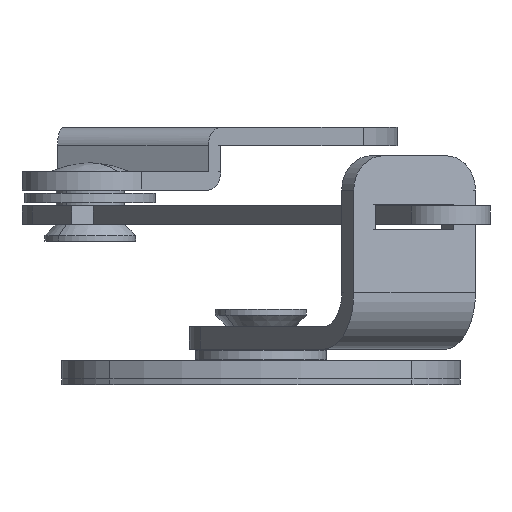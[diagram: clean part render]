
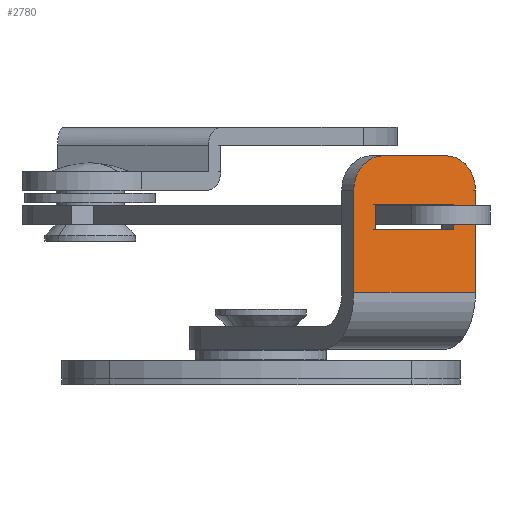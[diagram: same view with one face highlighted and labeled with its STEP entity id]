
A CAD part, front view. The second image highlights one B-rep face of the part: STEP entity #2780.
In plain terms, the highlighted face is planar.
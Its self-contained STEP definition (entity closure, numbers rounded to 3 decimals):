
#147 = DIRECTION ( 'NONE',  ( -1., 0., 0. ) ) ;
#178 = LINE ( 'NONE', #4770, #4031 ) ;
#201 = EDGE_CURVE ( 'NONE', #2346, #2855, #3587, .T. ) ;
#215 = VERTEX_POINT ( 'NONE', #3978 ) ;
#242 = EDGE_CURVE ( 'NONE', #2855, #215, #178, .T. ) ;
#308 = ORIENTED_EDGE ( 'NONE', *, *, #201, .T. ) ;
#430 = CARTESIAN_POINT ( 'NONE',  ( -12.7, -25.5, -4.05 ) ) ;
#437 = AXIS2_PLACEMENT_3D ( 'NONE', #3279, #4704, #4197 ) ;
#496 = CARTESIAN_POINT ( 'NONE',  ( -14., -25.5, 6.3 ) ) ;
#500 = CIRCLE ( 'NONE', #437, 3. ) ;
#568 = FACE_BOUND ( 'NONE', #1892, .T. ) ;
#570 = VECTOR ( 'NONE', #2911, 1000. ) ;
#600 = EDGE_CURVE ( 'NONE', #2581, #3622, #3662, .T. ) ;
#604 = AXIS2_PLACEMENT_3D ( 'NONE', #1220, #692, #147 ) ;
#609 = DIRECTION ( 'NONE',  ( 1., 0., 0. ) ) ;
#675 = CARTESIAN_POINT ( 'NONE',  ( -14., -25.5, 3.3 ) ) ;
#692 = DIRECTION ( 'NONE',  ( 0., 1., 0. ) ) ;
#966 = LINE ( 'NONE', #430, #2588 ) ;
#1009 = VERTEX_POINT ( 'NONE', #2735 ) ;
#1139 = CARTESIAN_POINT ( 'NONE',  ( 0., -25.5, 6.3 ) ) ;
#1160 = ORIENTED_EDGE ( 'NONE', *, *, #600, .T. ) ;
#1220 = CARTESIAN_POINT ( 'NONE',  ( 0., -25.5, 6.3 ) ) ;
#1261 = EDGE_CURVE ( 'NONE', #4803, #2728, #3325, .T. ) ;
#1296 = VERTEX_POINT ( 'NONE', #3712 ) ;
#1368 = DIRECTION ( 'NONE',  ( 1., 0., 0. ) ) ;
#1420 = EDGE_CURVE ( 'NONE', #4656, #3622, #1670, .T. ) ;
#1503 = CARTESIAN_POINT ( 'NONE',  ( -12.7, -25.5, 4.05 ) ) ;
#1518 = CIRCLE ( 'NONE', #2345, 3. ) ;
#1670 = LINE ( 'NONE', #1139, #3911 ) ;
#1692 = ORIENTED_EDGE ( 'NONE', *, *, #3775, .T. ) ;
#1749 = PLANE ( 'NONE',  #604 ) ;
#1860 = ORIENTED_EDGE ( 'NONE', *, *, #1420, .F. ) ;
#1891 = CARTESIAN_POINT ( 'NONE',  ( 0., -25.5, -6.3 ) ) ;
#1892 = EDGE_LOOP ( 'NONE', ( #4971, #2135, #308, #2884 ) ) ;
#1898 = VECTOR ( 'NONE', #1368, 1000. ) ;
#2013 = EDGE_LOOP ( 'NONE', ( #1692, #1160, #1860, #3134, #4053, #2737 ) ) ;
#2091 = CARTESIAN_POINT ( 'NONE',  ( -5., -25.5, -6.3 ) ) ;
#2135 = ORIENTED_EDGE ( 'NONE', *, *, #2730, .T. ) ;
#2290 = DIRECTION ( 'NONE',  ( 0., 0., -1. ) ) ;
#2345 = AXIS2_PLACEMENT_3D ( 'NONE', #675, #3904, #3397 ) ;
#2346 = VERTEX_POINT ( 'NONE', #1503 ) ;
#2413 = LINE ( 'NONE', #1891, #1898 ) ;
#2541 = DIRECTION ( 'NONE',  ( 1., 0., 0. ) ) ;
#2581 = VERTEX_POINT ( 'NONE', #2091 ) ;
#2588 = VECTOR ( 'NONE', #4993, 1000. ) ;
#2635 = DIRECTION ( 'NONE',  ( 0., 0., 1. ) ) ;
#2657 = EDGE_CURVE ( 'NONE', #2728, #1009, #500, .T. ) ;
#2728 = VERTEX_POINT ( 'NONE', #4469 ) ;
#2730 = EDGE_CURVE ( 'NONE', #1296, #2346, #3943, .T. ) ;
#2735 = CARTESIAN_POINT ( 'NONE',  ( -14., -25.5, -6.3 ) ) ;
#2737 = ORIENTED_EDGE ( 'NONE', *, *, #2657, .T. ) ;
#2780 = ADVANCED_FACE ( 'NONE', ( #568, #4424 ), #1749, .F. ) ;
#2795 = CARTESIAN_POINT ( 'NONE',  ( -17., -25.5, 6.3 ) ) ;
#2855 = VERTEX_POINT ( 'NONE', #4996 ) ;
#2884 = ORIENTED_EDGE ( 'NONE', *, *, #242, .T. ) ;
#2911 = DIRECTION ( 'NONE',  ( 0., 0., 1. ) ) ;
#3067 = CARTESIAN_POINT ( 'NONE',  ( -12.7, -25.5, 4.05 ) ) ;
#3134 = ORIENTED_EDGE ( 'NONE', *, *, #4204, .T. ) ;
#3154 = CARTESIAN_POINT ( 'NONE',  ( -5., -25.5, 6.3 ) ) ;
#3279 = CARTESIAN_POINT ( 'NONE',  ( -14., -25.5, -3.3 ) ) ;
#3325 = LINE ( 'NONE', #2795, #4164 ) ;
#3350 = EDGE_CURVE ( 'NONE', #215, #1296, #966, .T. ) ;
#3397 = DIRECTION ( 'NONE',  ( -1., 0., 0. ) ) ;
#3422 = CARTESIAN_POINT ( 'NONE',  ( -17., -25.5, 3.3 ) ) ;
#3433 = CARTESIAN_POINT ( 'NONE',  ( -12.7, -25.5, -4.05 ) ) ;
#3587 = LINE ( 'NONE', #3067, #4274 ) ;
#3622 = VERTEX_POINT ( 'NONE', #4574 ) ;
#3662 = LINE ( 'NONE', #3154, #4877 ) ;
#3712 = CARTESIAN_POINT ( 'NONE',  ( -12.7, -25.5, -4.05 ) ) ;
#3775 = EDGE_CURVE ( 'NONE', #1009, #2581, #2413, .T. ) ;
#3904 = DIRECTION ( 'NONE',  ( 0., -1., 0. ) ) ;
#3911 = VECTOR ( 'NONE', #609, 1000. ) ;
#3943 = LINE ( 'NONE', #3433, #570 ) ;
#3978 = CARTESIAN_POINT ( 'NONE',  ( -10.5, -25.5, -4.05 ) ) ;
#4031 = VECTOR ( 'NONE', #4260, 1000. ) ;
#4053 = ORIENTED_EDGE ( 'NONE', *, *, #1261, .T. ) ;
#4164 = VECTOR ( 'NONE', #2290, 1000. ) ;
#4197 = DIRECTION ( 'NONE',  ( -1., 0., 0. ) ) ;
#4204 = EDGE_CURVE ( 'NONE', #4656, #4803, #1518, .T. ) ;
#4260 = DIRECTION ( 'NONE',  ( 0., 0., -1. ) ) ;
#4274 = VECTOR ( 'NONE', #2541, 1000. ) ;
#4424 = FACE_OUTER_BOUND ( 'NONE', #2013, .T. ) ;
#4469 = CARTESIAN_POINT ( 'NONE',  ( -17., -25.5, -3.3 ) ) ;
#4574 = CARTESIAN_POINT ( 'NONE',  ( -5., -25.5, 6.3 ) ) ;
#4656 = VERTEX_POINT ( 'NONE', #496 ) ;
#4704 = DIRECTION ( 'NONE',  ( 0., -1., 0. ) ) ;
#4770 = CARTESIAN_POINT ( 'NONE',  ( -10.5, -25.5, -4.05 ) ) ;
#4803 = VERTEX_POINT ( 'NONE', #3422 ) ;
#4877 = VECTOR ( 'NONE', #2635, 1000. ) ;
#4971 = ORIENTED_EDGE ( 'NONE', *, *, #3350, .T. ) ;
#4993 = DIRECTION ( 'NONE',  ( -1., 0., 0. ) ) ;
#4996 = CARTESIAN_POINT ( 'NONE',  ( -10.5, -25.5, 4.05 ) ) ;
